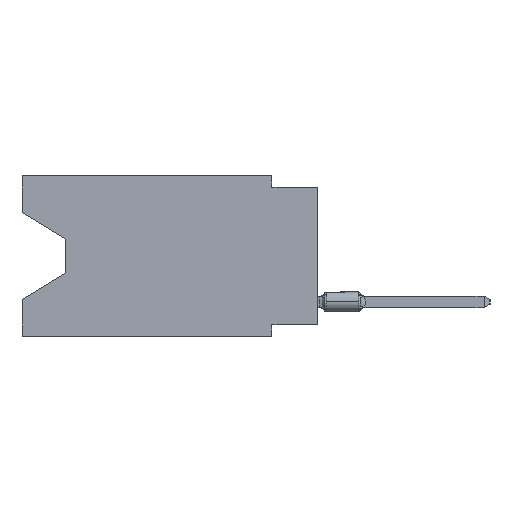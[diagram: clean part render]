
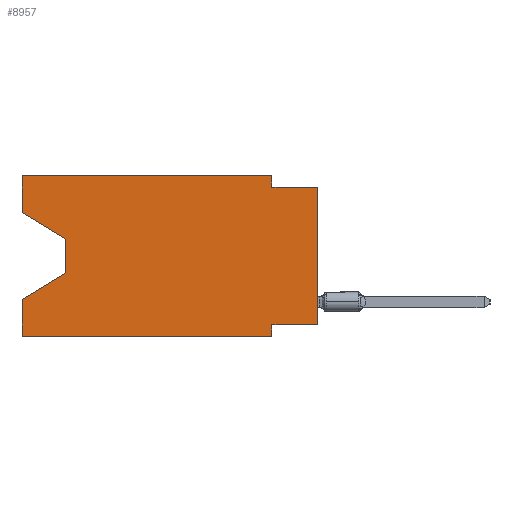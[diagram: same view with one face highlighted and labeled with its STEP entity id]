
A CAD part, left-side view. The second image highlights one B-rep face of the part: STEP entity #8957.
In plain terms, the highlighted planar face has unit normal (-1, 0, 0).
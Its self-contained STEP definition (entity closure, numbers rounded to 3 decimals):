
#302 = LINE ( 'NONE', #39490, #37041 ) ;
#464 = CARTESIAN_POINT ( 'NONE',  ( 0., 13.97, -3.505 ) ) ;
#1017 = EDGE_CURVE ( 'NONE', #57919, #53702, #53636, .T. ) ;
#1639 = ORIENTED_EDGE ( 'NONE', *, *, #16274, .F. ) ;
#3133 = EDGE_CURVE ( 'NONE', #9925, #8610, #43603, .T. ) ;
#3672 = LINE ( 'NONE', #22202, #25363 ) ;
#5040 = DIRECTION ( 'NONE',  ( 0., 0., -1. ) ) ;
#5328 = VERTEX_POINT ( 'NONE', #24223 ) ;
#6099 = VERTEX_POINT ( 'NONE', #11121 ) ;
#7164 = EDGE_CURVE ( 'NONE', #14354, #30532, #302, .T. ) ;
#7543 = VERTEX_POINT ( 'NONE', #51860 ) ;
#8610 = VERTEX_POINT ( 'NONE', #29080 ) ;
#8957 = ADVANCED_FACE ( 'NONE', ( #53192 ), #34101, .F. ) ;
#9391 = DIRECTION ( 'NONE',  ( 0., -1., 0. ) ) ;
#9925 = VERTEX_POINT ( 'NONE', #464 ) ;
#10046 = EDGE_CURVE ( 'NONE', #28947, #30532, #25901, .T. ) ;
#10339 = ORIENTED_EDGE ( 'NONE', *, *, #10046, .F. ) ;
#11121 = CARTESIAN_POINT ( 'NONE',  ( 0., 16.383, -6.852 ) ) ;
#11506 = CARTESIAN_POINT ( 'NONE',  ( 0., 2.54, 0. ) ) ;
#13101 = VECTOR ( 'NONE', #9391, 1000. ) ;
#14333 = VECTOR ( 'NONE', #51018, 1000. ) ;
#14354 = VERTEX_POINT ( 'NONE', #29256 ) ;
#14356 = ORIENTED_EDGE ( 'NONE', *, *, #40273, .F. ) ;
#14360 = CARTESIAN_POINT ( 'NONE',  ( 0., 16.383, 0. ) ) ;
#14765 = VECTOR ( 'NONE', #59385, 1000. ) ;
#15132 = EDGE_CURVE ( 'NONE', #7543, #5328, #30588, .T. ) ;
#15302 = DIRECTION ( 'NONE',  ( 0., 0., 1. ) ) ;
#16240 = EDGE_CURVE ( 'NONE', #53702, #28947, #44772, .T. ) ;
#16274 = EDGE_CURVE ( 'NONE', #14354, #7543, #38016, .T. ) ;
#16445 = ORIENTED_EDGE ( 'NONE', *, *, #51970, .T. ) ;
#16989 = VECTOR ( 'NONE', #50688, 1000. ) ;
#21508 = VECTOR ( 'NONE', #5040, 1000. ) ;
#21879 = ORIENTED_EDGE ( 'NONE', *, *, #32966, .F. ) ;
#22202 = CARTESIAN_POINT ( 'NONE',  ( 0., 16.383, -2.038 ) ) ;
#23625 = DIRECTION ( 'NONE',  ( 0., 0., -1. ) ) ;
#24223 = CARTESIAN_POINT ( 'NONE',  ( 0., 2.54, -8.89 ) ) ;
#24588 = DIRECTION ( 'NONE',  ( 0., 0., -1. ) ) ;
#24940 = CARTESIAN_POINT ( 'NONE',  ( 0., 16.383, 0. ) ) ;
#25102 = EDGE_CURVE ( 'NONE', #42238, #9925, #3672, .T. ) ;
#25363 = VECTOR ( 'NONE', #56222, 1000. ) ;
#25901 = LINE ( 'NONE', #45006, #16989 ) ;
#26569 = VECTOR ( 'NONE', #59897, 1000. ) ;
#26703 = CARTESIAN_POINT ( 'NONE',  ( 0., 16.383, -8.89 ) ) ;
#27205 = DIRECTION ( 'NONE',  ( 0., 1., 0. ) ) ;
#27788 = ORIENTED_EDGE ( 'NONE', *, *, #15132, .F. ) ;
#28947 = VERTEX_POINT ( 'NONE', #35879 ) ;
#29080 = CARTESIAN_POINT ( 'NONE',  ( 0., 13.97, -5.385 ) ) ;
#29256 = CARTESIAN_POINT ( 'NONE',  ( 0., 0., -8.255 ) ) ;
#29713 = ORIENTED_EDGE ( 'NONE', *, *, #61897, .T. ) ;
#30532 = VERTEX_POINT ( 'NONE', #61765 ) ;
#30588 = LINE ( 'NONE', #39511, #52005 ) ;
#31669 = CARTESIAN_POINT ( 'NONE',  ( 0., 0., -8.255 ) ) ;
#32236 = CARTESIAN_POINT ( 'NONE',  ( 0., 16.383, 0. ) ) ;
#32552 = LINE ( 'NONE', #32236, #14333 ) ;
#32966 = EDGE_CURVE ( 'NONE', #42238, #57919, #54503, .T. ) ;
#34101 = PLANE ( 'NONE',  #42309 ) ;
#35879 = CARTESIAN_POINT ( 'NONE',  ( 0., 2.54, -0.635 ) ) ;
#36308 = VERTEX_POINT ( 'NONE', #26703 ) ;
#36648 = LINE ( 'NONE', #56049, #53769 ) ;
#37041 = VECTOR ( 'NONE', #15302, 1000. ) ;
#37409 = CARTESIAN_POINT ( 'NONE',  ( 0., 16.383, 0. ) ) ;
#38016 = LINE ( 'NONE', #31669, #50099 ) ;
#39490 = CARTESIAN_POINT ( 'NONE',  ( 0., 0., 0. ) ) ;
#39511 = CARTESIAN_POINT ( 'NONE',  ( 0., 2.54, -8.89 ) ) ;
#40272 = ORIENTED_EDGE ( 'NONE', *, *, #25102, .T. ) ;
#40273 = EDGE_CURVE ( 'NONE', #36308, #6099, #32552, .T. ) ;
#40310 = CARTESIAN_POINT ( 'NONE',  ( 0., 16.383, -2.038 ) ) ;
#41620 = EDGE_LOOP ( 'NONE', ( #40272, #47060, #29713, #14356, #16445, #27788, #1639, #46510, #10339, #51922, #49942, #21879 ) ) ;
#42238 = VERTEX_POINT ( 'NONE', #40310 ) ;
#42309 = AXIS2_PLACEMENT_3D ( 'NONE', #14360, #42714, #23625 ) ;
#42714 = DIRECTION ( 'NONE',  ( 1., 0., 0. ) ) ;
#43603 = LINE ( 'NONE', #62375, #21508 ) ;
#44141 = LINE ( 'NONE', #54604, #14765 ) ;
#44772 = LINE ( 'NONE', #47574, #45033 ) ;
#45006 = CARTESIAN_POINT ( 'NONE',  ( 0., 0., -0.635 ) ) ;
#45033 = VECTOR ( 'NONE', #52016, 1000. ) ;
#46510 = ORIENTED_EDGE ( 'NONE', *, *, #7164, .T. ) ;
#47060 = ORIENTED_EDGE ( 'NONE', *, *, #3133, .T. ) ;
#47163 = DIRECTION ( 'NONE',  ( 0., 0.855, -0.519 ) ) ;
#47574 = CARTESIAN_POINT ( 'NONE',  ( 0., 2.54, 0. ) ) ;
#49942 = ORIENTED_EDGE ( 'NONE', *, *, #1017, .F. ) ;
#50099 = VECTOR ( 'NONE', #27205, 1000. ) ;
#50688 = DIRECTION ( 'NONE',  ( 0., -1., 0. ) ) ;
#51018 = DIRECTION ( 'NONE',  ( 0., 0., 1. ) ) ;
#51860 = CARTESIAN_POINT ( 'NONE',  ( 0., 2.54, -8.255 ) ) ;
#51922 = ORIENTED_EDGE ( 'NONE', *, *, #16240, .F. ) ;
#51970 = EDGE_CURVE ( 'NONE', #36308, #5328, #44141, .T. ) ;
#52005 = VECTOR ( 'NONE', #24588, 1000. ) ;
#52016 = DIRECTION ( 'NONE',  ( 0., 0., -1. ) ) ;
#53192 = FACE_OUTER_BOUND ( 'NONE', #41620, .T. ) ;
#53331 = CARTESIAN_POINT ( 'NONE',  ( 0., 16.383, 0. ) ) ;
#53636 = LINE ( 'NONE', #53331, #13101 ) ;
#53702 = VERTEX_POINT ( 'NONE', #11506 ) ;
#53769 = VECTOR ( 'NONE', #47163, 1000. ) ;
#54503 = LINE ( 'NONE', #24940, #26569 ) ;
#54604 = CARTESIAN_POINT ( 'NONE',  ( 0., 16.383, -8.89 ) ) ;
#56049 = CARTESIAN_POINT ( 'NONE',  ( 0., 13.97, -5.385 ) ) ;
#56222 = DIRECTION ( 'NONE',  ( 0., -0.855, -0.519 ) ) ;
#57919 = VERTEX_POINT ( 'NONE', #37409 ) ;
#59385 = DIRECTION ( 'NONE',  ( 0., -1., 0. ) ) ;
#59897 = DIRECTION ( 'NONE',  ( 0., 0., 1. ) ) ;
#61765 = CARTESIAN_POINT ( 'NONE',  ( 0., 0., -0.635 ) ) ;
#61897 = EDGE_CURVE ( 'NONE', #8610, #6099, #36648, .T. ) ;
#62375 = CARTESIAN_POINT ( 'NONE',  ( 0., 13.97, -3.505 ) ) ;
